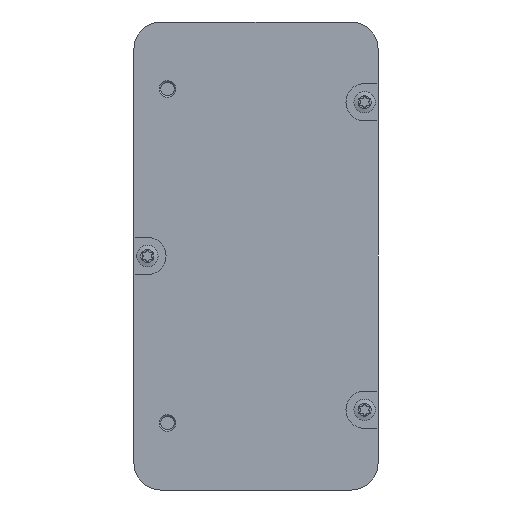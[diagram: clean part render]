
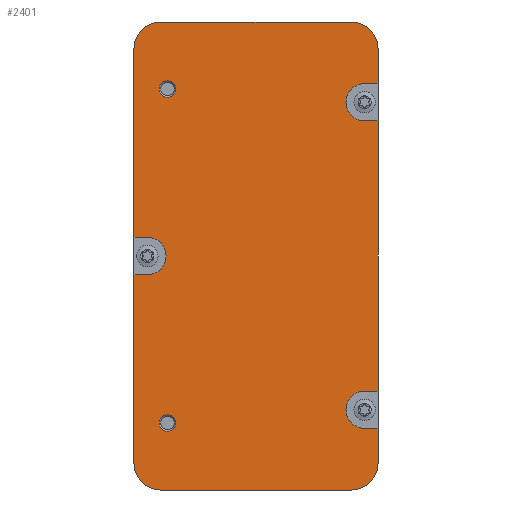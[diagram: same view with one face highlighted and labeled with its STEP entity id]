
A CAD part, front view. The second image highlights one B-rep face of the part: STEP entity #2401.
In plain terms, the highlighted planar face has unit normal (0, -1, 0).
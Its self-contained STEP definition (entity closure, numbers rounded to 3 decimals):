
#51=PLANE('',#2640);
#114=CIRCLE('',#2575,4.);
#121=CIRCLE('',#2585,4.);
#125=CIRCLE('',#2594,4.);
#127=CIRCLE('',#2597,4.);
#167=CIRCLE('',#2641,1.25);
#168=CIRCLE('',#2642,1.25);
#169=CIRCLE('',#2643,2.8);
#170=CIRCLE('',#2644,2.8);
#171=CIRCLE('',#2645,2.8);
#282=LINE('',#3803,#447);
#286=LINE('',#3811,#451);
#298=LINE('',#3858,#463);
#306=LINE('',#3886,#471);
#324=LINE('',#3941,#489);
#328=LINE('',#3949,#493);
#332=LINE('',#3957,#497);
#334=LINE('',#4052,#499);
#335=LINE('',#4056,#500);
#336=LINE('',#4057,#501);
#337=LINE('',#4061,#502);
#338=LINE('',#4062,#503);
#339=LINE('',#4066,#504);
#447=VECTOR('',#2916,1000.);
#451=VECTOR('',#2920,1000.);
#463=VECTOR('',#2954,1000.);
#471=VECTOR('',#2980,1000.);
#489=VECTOR('',#3018,1000.);
#493=VECTOR('',#3022,1000.);
#497=VECTOR('',#3026,1000.);
#499=VECTOR('',#3130,1000.);
#500=VECTOR('',#3133,1000.);
#501=VECTOR('',#3134,1000.);
#502=VECTOR('',#3137,1000.);
#503=VECTOR('',#3138,1000.);
#504=VECTOR('',#3141,1000.);
#767=ORIENTED_EDGE('',*,*,#1437,.F.);
#768=ORIENTED_EDGE('',*,*,#1438,.F.);
#769=ORIENTED_EDGE('',*,*,#1439,.T.);
#770=ORIENTED_EDGE('',*,*,#1440,.T.);
#771=ORIENTED_EDGE('',*,*,#1441,.T.);
#772=ORIENTED_EDGE('',*,*,#1320,.T.);
#773=ORIENTED_EDGE('',*,*,#1348,.F.);
#774=ORIENTED_EDGE('',*,*,#1345,.T.);
#775=ORIENTED_EDGE('',*,*,#1395,.F.);
#776=ORIENTED_EDGE('',*,*,#1392,.F.);
#777=ORIENTED_EDGE('',*,*,#1442,.T.);
#778=ORIENTED_EDGE('',*,*,#1443,.T.);
#779=ORIENTED_EDGE('',*,*,#1444,.T.);
#780=ORIENTED_EDGE('',*,*,#1388,.F.);
#781=ORIENTED_EDGE('',*,*,#1445,.T.);
#782=ORIENTED_EDGE('',*,*,#1446,.T.);
#783=ORIENTED_EDGE('',*,*,#1447,.T.);
#784=ORIENTED_EDGE('',*,*,#1384,.F.);
#785=ORIENTED_EDGE('',*,*,#1397,.F.);
#786=ORIENTED_EDGE('',*,*,#1359,.F.);
#787=ORIENTED_EDGE('',*,*,#1365,.F.);
#788=ORIENTED_EDGE('',*,*,#1324,.T.);
#1320=EDGE_CURVE('',#1667,#1666,#282,.T.);
#1324=EDGE_CURVE('',#1671,#1670,#286,.T.);
#1345=EDGE_CURVE('',#1687,#1686,#298,.T.);
#1348=EDGE_CURVE('',#1687,#1666,#114,.T.);
#1359=EDGE_CURVE('',#1697,#1698,#306,.T.);
#1365=EDGE_CURVE('',#1671,#1697,#121,.T.);
#1384=EDGE_CURVE('',#1716,#1717,#324,.T.);
#1388=EDGE_CURVE('',#1720,#1721,#328,.T.);
#1392=EDGE_CURVE('',#1724,#1725,#332,.T.);
#1395=EDGE_CURVE('',#1725,#1686,#125,.T.);
#1397=EDGE_CURVE('',#1698,#1716,#127,.T.);
#1437=EDGE_CURVE('',#1765,#1765,#167,.T.);
#1438=EDGE_CURVE('',#1766,#1766,#168,.T.);
#1439=EDGE_CURVE('',#1670,#1767,#334,.T.);
#1440=EDGE_CURVE('',#1767,#1768,#169,.T.);
#1441=EDGE_CURVE('',#1768,#1667,#335,.T.);
#1442=EDGE_CURVE('',#1724,#1769,#336,.T.);
#1443=EDGE_CURVE('',#1769,#1770,#170,.T.);
#1444=EDGE_CURVE('',#1770,#1721,#337,.T.);
#1445=EDGE_CURVE('',#1720,#1771,#338,.T.);
#1446=EDGE_CURVE('',#1771,#1772,#171,.T.);
#1447=EDGE_CURVE('',#1772,#1717,#339,.T.);
#1666=VERTEX_POINT('',#3802);
#1667=VERTEX_POINT('',#3804);
#1670=VERTEX_POINT('',#3810);
#1671=VERTEX_POINT('',#3812);
#1686=VERTEX_POINT('',#3857);
#1687=VERTEX_POINT('',#3859);
#1697=VERTEX_POINT('',#3885);
#1698=VERTEX_POINT('',#3887);
#1716=VERTEX_POINT('',#3940);
#1717=VERTEX_POINT('',#3942);
#1720=VERTEX_POINT('',#3948);
#1721=VERTEX_POINT('',#3950);
#1724=VERTEX_POINT('',#3956);
#1725=VERTEX_POINT('',#3958);
#1765=VERTEX_POINT('',#4049);
#1766=VERTEX_POINT('',#4051);
#1767=VERTEX_POINT('',#4053);
#1768=VERTEX_POINT('',#4055);
#1769=VERTEX_POINT('',#4058);
#1770=VERTEX_POINT('',#4060);
#1771=VERTEX_POINT('',#4063);
#1772=VERTEX_POINT('',#4065);
#1914=EDGE_LOOP('',(#767));
#1915=EDGE_LOOP('',(#768));
#1916=EDGE_LOOP('',(#769,#770,#771,#772,#773,#774,#775,#776,#777,#778,#779,
#780,#781,#782,#783,#784,#785,#786,#787,#788));
#2121=FACE_BOUND('',#1914,.T.);
#2122=FACE_BOUND('',#1915,.T.);
#2123=FACE_BOUND('',#1916,.T.);
#2401=ADVANCED_FACE('',(#2121,#2122,#2123),#51,.F.);
#2575=AXIS2_PLACEMENT_3D('',#3863,#2960,#2961);
#2585=AXIS2_PLACEMENT_3D('',#3897,#2990,#2991);
#2594=AXIS2_PLACEMENT_3D('',#3962,#3032,#3033);
#2597=AXIS2_PLACEMENT_3D('',#3965,#3038,#3039);
#2640=AXIS2_PLACEMENT_3D('',#4047,#3124,#3125);
#2641=AXIS2_PLACEMENT_3D('',#4048,#3126,#3127);
#2642=AXIS2_PLACEMENT_3D('',#4050,#3128,#3129);
#2643=AXIS2_PLACEMENT_3D('',#4054,#3131,#3132);
#2644=AXIS2_PLACEMENT_3D('',#4059,#3135,#3136);
#2645=AXIS2_PLACEMENT_3D('',#4064,#3139,#3140);
#2916=DIRECTION('',(0.,0.,-1.));
#2920=DIRECTION('',(0.,0.,-1.));
#2954=DIRECTION('',(1.,0.,0.));
#2960=DIRECTION('',(0.,1.,0.));
#2961=DIRECTION('',(0.,0.,1.));
#2980=DIRECTION('',(1.,0.,0.));
#2990=DIRECTION('',(0.,1.,0.));
#2991=DIRECTION('',(0.,0.,1.));
#3018=DIRECTION('',(0.,0.,-1.));
#3022=DIRECTION('',(0.,0.,-1.));
#3026=DIRECTION('',(0.,0.,-1.));
#3032=DIRECTION('',(0.,1.,0.));
#3033=DIRECTION('',(0.,0.,1.));
#3038=DIRECTION('',(0.,1.,0.));
#3039=DIRECTION('',(0.,0.,1.));
#3124=DIRECTION('',(0.,1.,0.));
#3125=DIRECTION('',(0.,0.,1.));
#3126=DIRECTION('',(0.,-1.,0.));
#3127=DIRECTION('',(0.,0.,-1.));
#3128=DIRECTION('',(0.,-1.,0.));
#3129=DIRECTION('',(0.,0.,-1.));
#3130=DIRECTION('',(1.,0.,0.));
#3131=DIRECTION('',(0.,1.,0.));
#3132=DIRECTION('',(1.,0.,0.));
#3133=DIRECTION('',(-1.,0.,0.));
#3134=DIRECTION('',(-1.,0.,0.));
#3135=DIRECTION('',(0.,1.,0.));
#3136=DIRECTION('',(1.,0.,0.));
#3137=DIRECTION('',(1.,0.,0.));
#3138=DIRECTION('',(-1.,0.,0.));
#3139=DIRECTION('',(0.,1.,0.));
#3140=DIRECTION('',(1.,0.,0.));
#3141=DIRECTION('',(1.,0.,0.));
#3802=CARTESIAN_POINT('',(-18.25,0.,-31.));
#3803=CARTESIAN_POINT('',(-18.25,0.,35.));
#3804=CARTESIAN_POINT('',(-18.25,0.,-2.8));
#3810=CARTESIAN_POINT('',(-18.25,0.,2.8));
#3811=CARTESIAN_POINT('',(-18.25,0.,35.));
#3812=CARTESIAN_POINT('',(-18.25,0.,31.));
#3857=CARTESIAN_POINT('',(14.25,0.,-35.));
#3858=CARTESIAN_POINT('',(-18.25,0.,-35.));
#3859=CARTESIAN_POINT('',(-14.25,0.,-35.));
#3863=CARTESIAN_POINT('',(-14.25,0.,-31.));
#3885=CARTESIAN_POINT('',(-14.25,0.,35.));
#3886=CARTESIAN_POINT('',(-18.25,0.,35.));
#3887=CARTESIAN_POINT('',(14.25,0.,35.));
#3897=CARTESIAN_POINT('',(-14.25,0.,31.));
#3940=CARTESIAN_POINT('',(18.25,0.,31.));
#3941=CARTESIAN_POINT('',(18.25,0.,35.));
#3942=CARTESIAN_POINT('',(18.25,0.,25.8));
#3948=CARTESIAN_POINT('',(18.25,0.,20.2));
#3949=CARTESIAN_POINT('',(18.25,0.,35.));
#3950=CARTESIAN_POINT('',(18.25,0.,-20.2));
#3956=CARTESIAN_POINT('',(18.25,0.,-25.8));
#3957=CARTESIAN_POINT('',(18.25,0.,35.));
#3958=CARTESIAN_POINT('',(18.25,0.,-31.));
#3962=CARTESIAN_POINT('',(14.25,0.,-31.));
#3965=CARTESIAN_POINT('',(14.25,0.,31.));
#4047=CARTESIAN_POINT('',(-18.25,0.,35.));
#4048=CARTESIAN_POINT('',(-13.25,0.,25.));
#4049=CARTESIAN_POINT('',(-13.25,0.,23.75));
#4050=CARTESIAN_POINT('',(-13.25,0.,-25.));
#4051=CARTESIAN_POINT('',(-13.25,0.,-26.25));
#4052=CARTESIAN_POINT('',(-19.25,0.,2.8));
#4053=CARTESIAN_POINT('',(-16.25,0.,2.8));
#4054=CARTESIAN_POINT('',(-16.25,0.,0.));
#4055=CARTESIAN_POINT('',(-16.25,0.,-2.8));
#4056=CARTESIAN_POINT('',(-16.25,0.,-2.8));
#4057=CARTESIAN_POINT('',(19.25,0.,-25.8));
#4058=CARTESIAN_POINT('',(16.25,0.,-25.8));
#4059=CARTESIAN_POINT('',(16.25,0.,-23.));
#4060=CARTESIAN_POINT('',(16.25,0.,-20.2));
#4061=CARTESIAN_POINT('',(16.25,0.,-20.2));
#4062=CARTESIAN_POINT('',(19.25,0.,20.2));
#4063=CARTESIAN_POINT('',(16.25,0.,20.2));
#4064=CARTESIAN_POINT('',(16.25,0.,23.));
#4065=CARTESIAN_POINT('',(16.25,0.,25.8));
#4066=CARTESIAN_POINT('',(16.25,0.,25.8));
